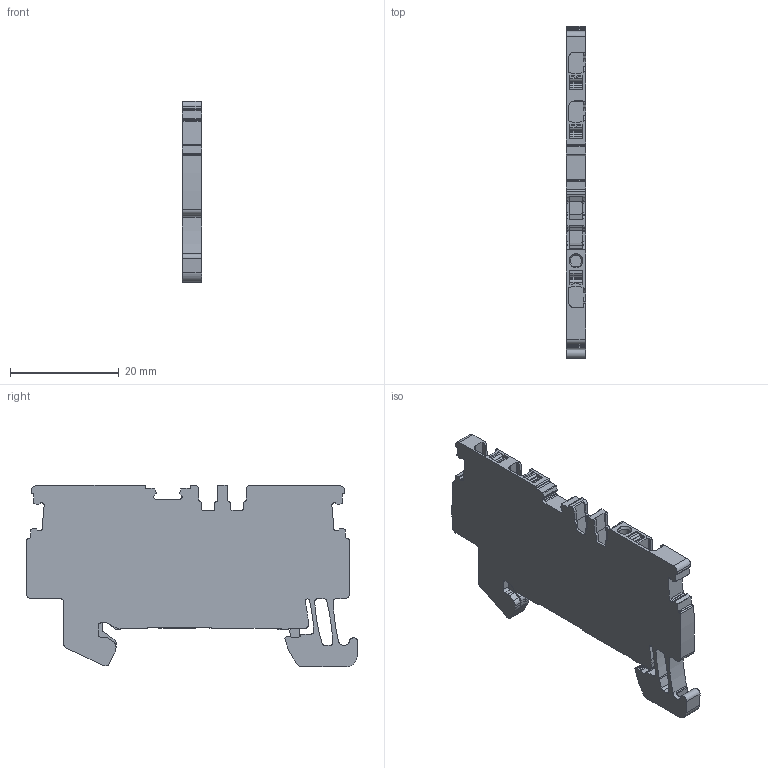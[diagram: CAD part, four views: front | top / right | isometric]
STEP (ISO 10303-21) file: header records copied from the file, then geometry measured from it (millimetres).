
FILE_DESCRIPTION(('CATIA V5 STEP Exchange','CAx-IF Rec.Pracs.--- Model Styling and Organization---1.5--- 2016-08-15','CAx-IF Rec.Pracs.---Supplemental Geometry---1.0---2011-11-01','CAx-IF Rec.Pracs.--- Composite Materials ---1.1---2010-07-15'),'2;1');
FILE_NAME ('8509653_3', '2024-06-07T08:45:23+00:00', ('none'), ('Weidmueller'), 'CATIA Version 5-6 Release 2022 SP4 HF5', 'CATIA V5 STEP AP214 v3', 'none');
FILE_SCHEMA(('AUTOMOTIVE_DESIGN { 1 0 10303 214 1 1 1 1 }'));
Length unit declared in the file: millimetre
Products named in the file (1): 1552670000
Bounding box: 3.5 x 61.08 x 33.35 mm (x, y, z)
Volume: 4949.6 mm3; surface area: 4544.5 mm2
Topology: 1 solids, 1 shells, 515 faces, 1674 edges, 1168 vertices
Faces by surface type: plane 246, cylinder 231, extrusion 34, cone 4
Entity records: 18593 total; most frequent: CARTESIAN_POINT 4159, ORIENTED_EDGE 3348, DIRECTION 2393, EDGE_CURVE 1674, VECTOR 1168, VERTEX_POINT 1168, LINE 1134, AXIS2_PLACEMENT_3D 839
